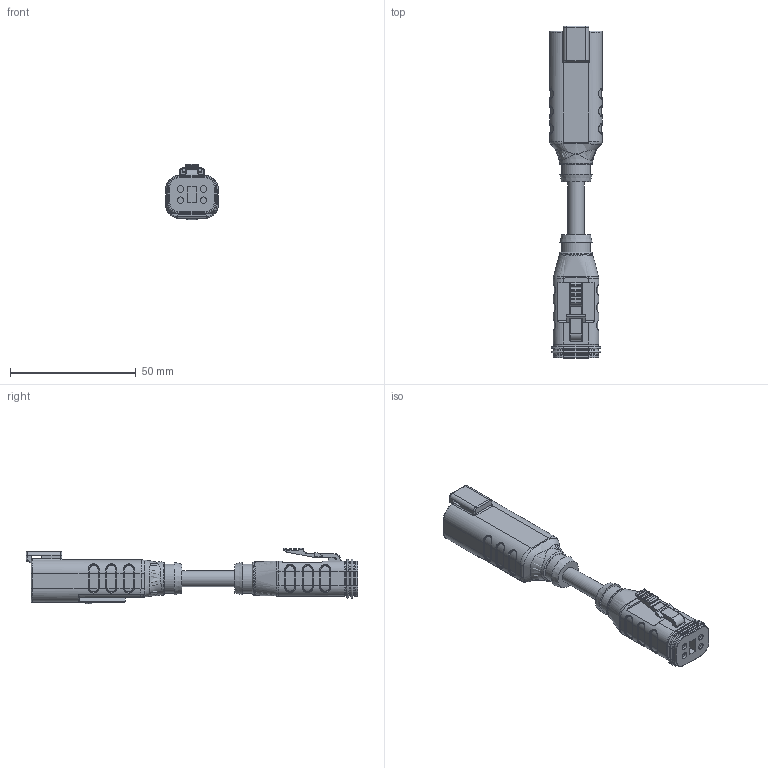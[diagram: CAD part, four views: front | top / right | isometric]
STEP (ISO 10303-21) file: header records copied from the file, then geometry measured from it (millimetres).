
FILE_DESCRIPTION(/* description */ (''),/* implementation_level */ '2;1');
FILE_NAME(/* name */ '1-V0011209__5039593__MA-DT06-4S-1-MA-DT04-4P-S370_assy_26-06-2023_stp.stp',/* time_stamp */ '2023-06-26T13:23:53+02:00',/* author */ ('ESCHA GmbH & Co. KG'),/* organization */ ('ESCHA GmbH & Co. KG'),/* preprocessor_version */ 'ST-DEVELOPER v16',/* originating_system */ 'SIEMENS PLM Software NX 10.0',/* authorisation */ '');
FILE_SCHEMA (('AUTOMOTIVE_DESIGN { 1 0 10303 214 3 1 1 1 }'));
Length unit declared in the file: millimetre
Products named in the file (1): t.he30502D2Auxys
Bounding box: 21 x 132 x 22.19 mm (x, y, z)
Volume: 22767.1 mm3; surface area: 10204.5 mm2
Topology: 1 solids, 1 shells, 821 faces, 2032 edges, 1205 vertices
Faces by surface type: cylinder 276, plane 199, torus 164, bspline 151, sphere 18, cone 13
Full cylindrical faces by diameter (mm): 2.56 x4, 6.4 x1, 11.5 x2
Entity records: 30584 total; most frequent: CARTESIAN_POINT 12110, ORIENTED_EDGE 3910, DIRECTION 3862, EDGE_CURVE 1955, AXIS2_PLACEMENT_3D 1575, VERTEX_POINT 1188, EDGE_LOOP 897, CIRCLE 884
